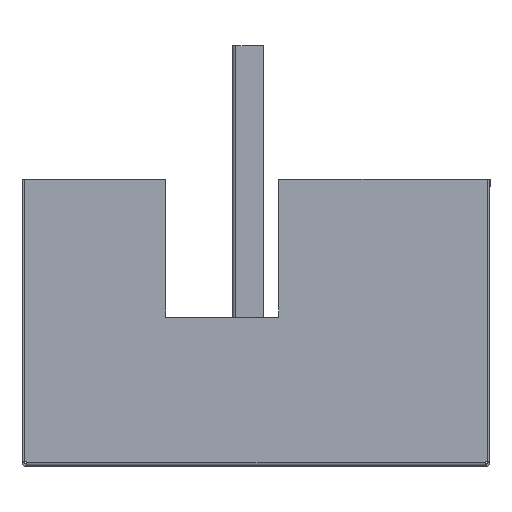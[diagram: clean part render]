
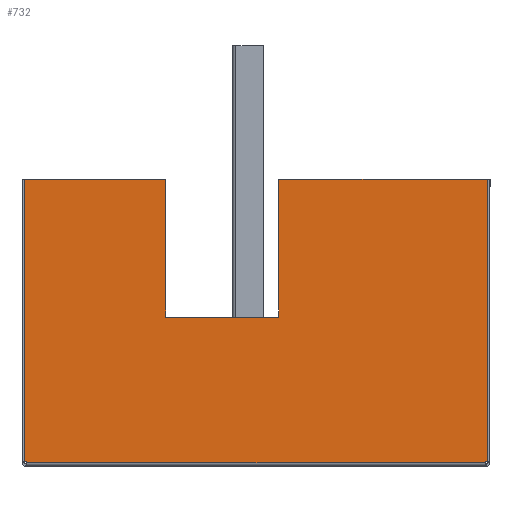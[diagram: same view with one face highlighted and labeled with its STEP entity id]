
A CAD part, left-side view. The second image highlights one B-rep face of the part: STEP entity #732.
In plain terms, the highlighted face is planar.
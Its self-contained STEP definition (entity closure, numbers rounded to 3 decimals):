
#25 = EDGE_CURVE ( 'NONE', #1851, #1995, #104, .T. ) ;
#46 = CARTESIAN_POINT ( 'NONE',  ( -66., 0., -25. ) ) ;
#53 = CARTESIAN_POINT ( 'NONE',  ( -2.1, 0., 88.5 ) ) ;
#64 = DIRECTION ( 'NONE',  ( 0., 0., -1. ) ) ;
#89 = CARTESIAN_POINT ( 'NONE',  ( -127., 0., 87.429 ) ) ;
#95 = EDGE_CURVE ( 'NONE', #1729, #355, #785, .T. ) ;
#104 = LINE ( 'NONE', #1384, #183 ) ;
#128 = ORIENTED_EDGE ( 'NONE', *, *, #2063, .F. ) ;
#135 = DIRECTION ( 'NONE',  ( 1., 0., 0. ) ) ;
#145 = CARTESIAN_POINT ( 'NONE',  ( -192., 0., -117.429 ) ) ;
#183 = VECTOR ( 'NONE', #1396, 1000. ) ;
#189 = DIRECTION ( 'NONE',  ( -1., 0., 0. ) ) ;
#194 = CARTESIAN_POINT ( 'NONE',  ( -127., 0., -25. ) ) ;
#195 = ORIENTED_EDGE ( 'NONE', *, *, #1962, .F. ) ;
#207 = DIRECTION ( 'NONE',  ( 0., 0., -1. ) ) ;
#213 = CARTESIAN_POINT ( 'NONE',  ( -66., 0., -25. ) ) ;
#231 = CARTESIAN_POINT ( 'NONE',  ( -2.1, 0., -117.429 ) ) ;
#241 = CARTESIAN_POINT ( 'NONE',  ( -1.6, 0., -116.4 ) ) ;
#255 = DIRECTION ( 'NONE',  ( 1., 0., 0. ) ) ;
#279 = CARTESIAN_POINT ( 'NONE',  ( -127., 0., 25. ) ) ;
#280 = DIRECTION ( 'NONE',  ( -1., 0., 0. ) ) ;
#297 = DIRECTION ( 'NONE',  ( 0., 0., -1. ) ) ;
#299 = CARTESIAN_POINT ( 'NONE',  ( -127., 0., 88.5 ) ) ;
#311 = DIRECTION ( 'NONE',  ( 1., 0., 0. ) ) ;
#320 = CARTESIAN_POINT ( 'NONE',  ( -192., 0., 87.429 ) ) ;
#321 = CARTESIAN_POINT ( 'NONE',  ( 0., 0., 86.4 ) ) ;
#355 = VERTEX_POINT ( 'NONE', #241 ) ;
#374 = ORIENTED_EDGE ( 'NONE', *, *, #1941, .F. ) ;
#386 = VERTEX_POINT ( 'NONE', #89 ) ;
#388 = VERTEX_POINT ( 'NONE', #46 ) ;
#392 = DIRECTION ( 'NONE',  ( 1., 0., 0. ) ) ;
#407 = CARTESIAN_POINT ( 'NONE',  ( -2.1, 0., -116.4 ) ) ;
#418 = CARTESIAN_POINT ( 'NONE',  ( 0., 0., -116.4 ) ) ;
#428 = VERTEX_POINT ( 'NONE', #2070 ) ;
#536 = DIRECTION ( 'NONE',  ( 0., 0., -1. ) ) ;
#540 = CARTESIAN_POINT ( 'NONE',  ( -127., 0., 88.5 ) ) ;
#619 = AXIS2_PLACEMENT_3D ( 'NONE', #1711, #1698, #1692 ) ;
#635 = CARTESIAN_POINT ( 'NONE',  ( -1.6, 0., 86.4 ) ) ;
#682 = CARTESIAN_POINT ( 'NONE',  ( -127., 0., 25. ) ) ;
#721 = EDGE_LOOP ( 'NONE', ( #374, #1725, #1038, #1945, #128, #753, #1076, #2048, #195, #895, #1957, #2093 ) ) ;
#732 = ADVANCED_FACE ( 'NONE', ( #1895 ), #1714, .F. ) ;
#740 = VERTEX_POINT ( 'NONE', #1676 ) ;
#753 = ORIENTED_EDGE ( 'NONE', *, *, #1780, .F. ) ;
#781 = LINE ( 'NONE', #53, #799 ) ;
#785 = LINE ( 'NONE', #985, #1724 ) ;
#799 = VECTOR ( 'NONE', #64, 1000. ) ;
#847 = VECTOR ( 'NONE', #135, 1000. ) ;
#854 = LINE ( 'NONE', #145, #847 ) ;
#894 = VERTEX_POINT ( 'NONE', #1633 ) ;
#895 = ORIENTED_EDGE ( 'NONE', *, *, #1931, .F. ) ;
#898 = VECTOR ( 'NONE', #189, 1000. ) ;
#903 = VECTOR ( 'NONE', #207, 1000. ) ;
#905 = LINE ( 'NONE', #194, #898 ) ;
#928 = LINE ( 'NONE', #213, #903 ) ;
#964 = VECTOR ( 'NONE', #255, 1000. ) ;
#979 = VECTOR ( 'NONE', #280, 1000. ) ;
#982 = LINE ( 'NONE', #321, #979 ) ;
#985 = CARTESIAN_POINT ( 'NONE',  ( -1.6, 0., 86.4 ) ) ;
#986 = VECTOR ( 'NONE', #297, 1000. ) ;
#991 = DIRECTION ( 'NONE',  ( 0., 0., -1. ) ) ;
#996 = LINE ( 'NONE', #299, #986 ) ;
#1017 = VECTOR ( 'NONE', #311, 1000. ) ;
#1025 = LINE ( 'NONE', #320, #1017 ) ;
#1038 = ORIENTED_EDGE ( 'NONE', *, *, #1858, .F. ) ;
#1051 = LINE ( 'NONE', #279, #964 ) ;
#1073 = VECTOR ( 'NONE', #392, 1000. ) ;
#1075 = LINE ( 'NONE', #418, #1073 ) ;
#1076 = ORIENTED_EDGE ( 'NONE', *, *, #2018, .F. ) ;
#1201 = VECTOR ( 'NONE', #536, 1000. ) ;
#1208 = LINE ( 'NONE', #540, #1201 ) ;
#1253 = VERTEX_POINT ( 'NONE', #1414 ) ;
#1288 = CARTESIAN_POINT ( 'NONE',  ( -2.1, 0., 87.429 ) ) ;
#1356 = VERTEX_POINT ( 'NONE', #1288 ) ;
#1384 = CARTESIAN_POINT ( 'NONE',  ( -2.1, 0., 88.5 ) ) ;
#1396 = DIRECTION ( 'NONE',  ( 0., 0., -1. ) ) ;
#1414 = CARTESIAN_POINT ( 'NONE',  ( -127., 0., -117.429 ) ) ;
#1633 = CARTESIAN_POINT ( 'NONE',  ( -66., 0., 25. ) ) ;
#1676 = CARTESIAN_POINT ( 'NONE',  ( -2.1, 0., 86.4 ) ) ;
#1692 = DIRECTION ( 'NONE',  ( 1., 0., 0. ) ) ;
#1696 = VERTEX_POINT ( 'NONE', #682 ) ;
#1698 = DIRECTION ( 'NONE',  ( 0., -1., 0. ) ) ;
#1711 = CARTESIAN_POINT ( 'NONE',  ( 0., 0., 88.5 ) ) ;
#1714 = PLANE ( 'NONE',  #619 ) ;
#1724 = VECTOR ( 'NONE', #991, 1000. ) ;
#1725 = ORIENTED_EDGE ( 'NONE', *, *, #95, .T. ) ;
#1729 = VERTEX_POINT ( 'NONE', #635 ) ;
#1780 = EDGE_CURVE ( 'NONE', #428, #1253, #1208, .T. ) ;
#1851 = VERTEX_POINT ( 'NONE', #407 ) ;
#1858 = EDGE_CURVE ( 'NONE', #1851, #355, #1075, .T. ) ;
#1895 = FACE_OUTER_BOUND ( 'NONE', #721, .T. ) ;
#1926 = EDGE_CURVE ( 'NONE', #386, #1356, #1025, .T. ) ;
#1931 = EDGE_CURVE ( 'NONE', #386, #1696, #996, .T. ) ;
#1941 = EDGE_CURVE ( 'NONE', #1729, #740, #982, .T. ) ;
#1945 = ORIENTED_EDGE ( 'NONE', *, *, #25, .T. ) ;
#1957 = ORIENTED_EDGE ( 'NONE', *, *, #1926, .T. ) ;
#1962 = EDGE_CURVE ( 'NONE', #1696, #894, #1051, .T. ) ;
#1995 = VERTEX_POINT ( 'NONE', #231 ) ;
#1996 = EDGE_CURVE ( 'NONE', #894, #388, #928, .T. ) ;
#2018 = EDGE_CURVE ( 'NONE', #388, #428, #905, .T. ) ;
#2048 = ORIENTED_EDGE ( 'NONE', *, *, #1996, .F. ) ;
#2063 = EDGE_CURVE ( 'NONE', #1253, #1995, #854, .T. ) ;
#2070 = CARTESIAN_POINT ( 'NONE',  ( -127., 0., -25. ) ) ;
#2093 = ORIENTED_EDGE ( 'NONE', *, *, #2104, .T. ) ;
#2104 = EDGE_CURVE ( 'NONE', #1356, #740, #781, .T. ) ;
